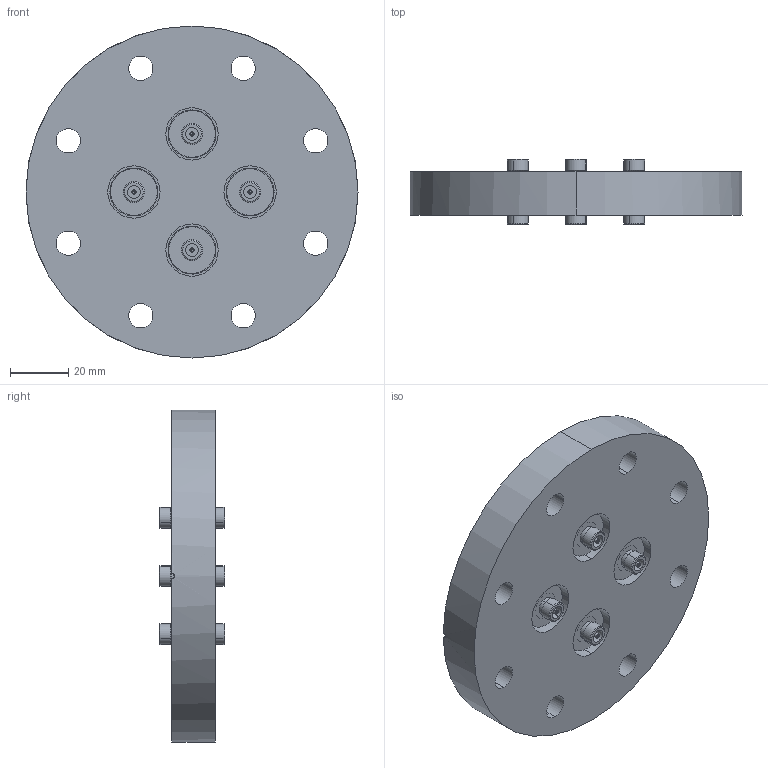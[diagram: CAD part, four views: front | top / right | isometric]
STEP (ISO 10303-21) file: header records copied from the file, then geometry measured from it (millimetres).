
FILE_DESCRIPTION (( 'STEP AP214' ), '1' );
FILE_NAME ('242-SMADF50-C63-4.STEP', '2016-01-27T07:48:01', ( 'allectra' ), ( 'Microsoft' ), 'SwSTEP 2.0', 'SolidWorks 2014', '' );
FILE_SCHEMA (( 'AUTOMOTIVE_DESIGN' ));
Length unit declared in the file: millimetre
Products named in the file (8): 242-SMADF50-C63-4; 242-SMADF50; 9411-C63-16.5-4_411-CB63; 9411-C63-16.5-4
Assembly tree (5 placements, depth 2):
  242-SMADF50-C63-4
    9411-C63-16.5-4_411-CB63
    242-SMADF50  x4
  242-SMADF50
  242-SMADF50
  242-SMADF50
  242-SMADF50
Bounding box: 114.3 x 22.5 x 114.3 mm (x, y, z)
Volume: 132416.9 mm3; surface area: 38456.4 mm2
Topology: 13 solids, 13 shells, 250 faces, 512 edges, 324 vertices
Faces by surface type: cylinder 150, plane 64, cone 36
Entity records: 3179 total; most frequent: DIRECTION 578, CARTESIAN_POINT 539, ORIENTED_EDGE 448, AXIS2_PLACEMENT_3D 249, EDGE_CURVE 224, VERTEX_POINT 144, CIRCLE 140, EDGE_LOOP 138
